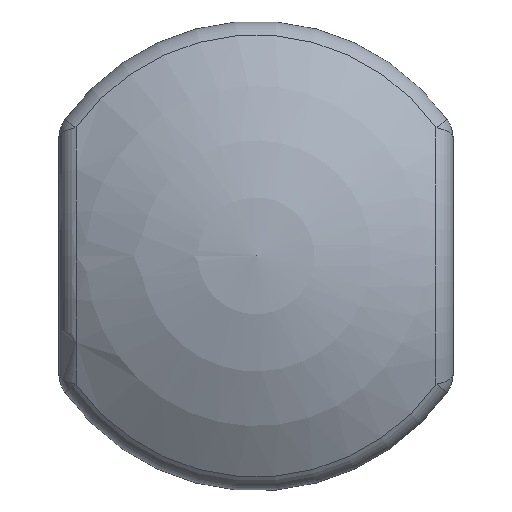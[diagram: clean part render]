
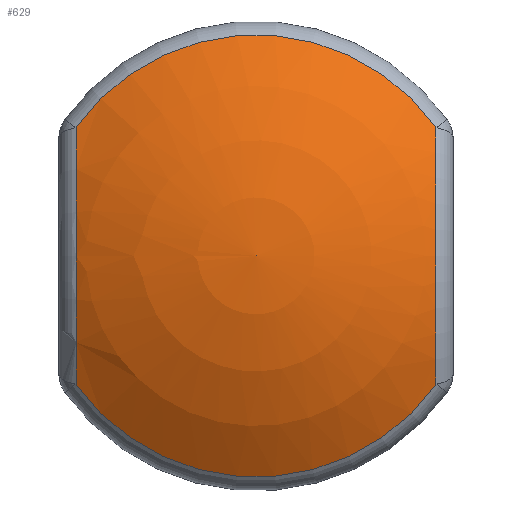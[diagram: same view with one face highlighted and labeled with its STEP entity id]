
A CAD part, top view. The second image highlights one B-rep face of the part: STEP entity #629.
In plain terms, the highlighted spherical face has radius 12.5 mm.
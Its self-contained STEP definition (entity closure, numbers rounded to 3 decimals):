
#116=SPHERICAL_SURFACE('',#694,12.5);
#130=FACE_OUTER_BOUND('',#170,.T.);
#170=EDGE_LOOP('',(#439,#440,#441,#442,#443,#444,#445));
#223=CIRCLE('',#685,11.121);
#226=CIRCLE('',#691,7.007);
#229=CIRCLE('',#695,7.007);
#230=CIRCLE('',#696,11.121);
#231=CIRCLE('',#697,12.5);
#232=CIRCLE('',#698,11.121);
#265=VERTEX_POINT('',#1052);
#266=VERTEX_POINT('',#1055);
#267=VERTEX_POINT('',#1063);
#269=VERTEX_POINT('',#1069);
#270=VERTEX_POINT('',#1071);
#271=VERTEX_POINT('',#1073);
#329=EDGE_CURVE('',#266,#265,#223,.T.);
#332=EDGE_CURVE('',#265,#267,#226,.T.);
#335=EDGE_CURVE('',#269,#266,#229,.T.);
#336=EDGE_CURVE('',#270,#269,#230,.T.);
#337=EDGE_CURVE('',#271,#270,#231,.T.);
#338=EDGE_CURVE('',#267,#270,#232,.T.);
#439=ORIENTED_EDGE('',*,*,#329,.F.);
#440=ORIENTED_EDGE('',*,*,#335,.F.);
#441=ORIENTED_EDGE('',*,*,#336,.F.);
#442=ORIENTED_EDGE('',*,*,#337,.F.);
#443=ORIENTED_EDGE('',*,*,#337,.T.);
#444=ORIENTED_EDGE('',*,*,#338,.F.);
#445=ORIENTED_EDGE('',*,*,#332,.F.);
#629=ADVANCED_FACE('',(#130),#116,.T.);
#685=AXIS2_PLACEMENT_3D('',#1057,#788,#789);
#691=AXIS2_PLACEMENT_3D('',#1064,#800,#801);
#694=AXIS2_PLACEMENT_3D('',#1068,#806,#807);
#695=AXIS2_PLACEMENT_3D('',#1070,#808,#809);
#696=AXIS2_PLACEMENT_3D('',#1072,#810,#811);
#697=AXIS2_PLACEMENT_3D('',#1074,#812,#813);
#698=AXIS2_PLACEMENT_3D('',#1075,#814,#815);
#788=DIRECTION('center_axis',(1.,0.,0.));
#789=DIRECTION('ref_axis',(0.,0.,1.));
#800=DIRECTION('center_axis',(0.,0.,
-1.));
#801=DIRECTION('ref_axis',(1.,0.,0.));
#806=DIRECTION('center_axis',(0.,0.,1.));
#807=DIRECTION('ref_axis',(1.,0.,0.));
#808=DIRECTION('center_axis',(0.,0.,
-1.));
#809=DIRECTION('ref_axis',(1.,0.,0.));
#810=DIRECTION('center_axis',(-1.,0.,0.));
#811=DIRECTION('ref_axis',(0.,0.,1.));
#812=DIRECTION('center_axis',(0.,-1.,0.));
#813=DIRECTION('ref_axis',(-1.,0.,0.));
#814=DIRECTION('center_axis',(-1.,0.,0.));
#815=DIRECTION('ref_axis',(0.,0.,1.));
#1052=CARTESIAN_POINT('',(5.707,-4.067,12.851));
#1055=CARTESIAN_POINT('',(5.707,4.067,12.851));
#1057=CARTESIAN_POINT('Origin',(5.707,0.,2.5));
#1063=CARTESIAN_POINT('',(-5.707,-4.067,12.851));
#1064=CARTESIAN_POINT('Origin',(0.,0.,
12.851));
#1068=CARTESIAN_POINT('Origin',(0.,0.,2.5));
#1069=CARTESIAN_POINT('',(-5.707,4.067,12.851));
#1070=CARTESIAN_POINT('Origin',(0.,0.,
12.851));
#1071=CARTESIAN_POINT('',(-5.707,0.,13.621));
#1072=CARTESIAN_POINT('Origin',(-5.707,0.,2.5));
#1073=CARTESIAN_POINT('',(0.,0.,15.));
#1074=CARTESIAN_POINT('Origin',(0.,0.,2.5));
#1075=CARTESIAN_POINT('Origin',(-5.707,0.,2.5));
